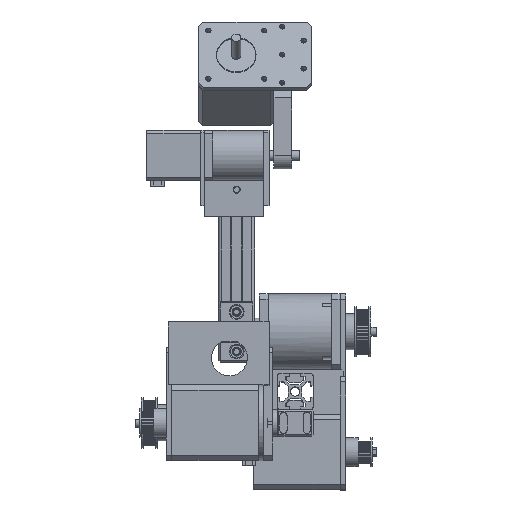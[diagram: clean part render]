
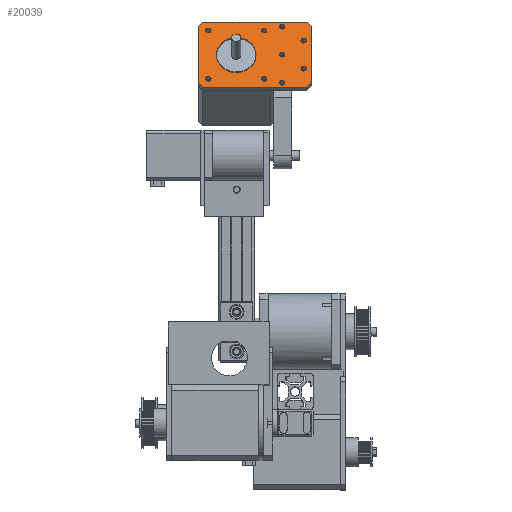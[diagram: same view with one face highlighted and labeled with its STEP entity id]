
A CAD part, top view. The second image highlights one B-rep face of the part: STEP entity #20039.
In plain terms, the highlighted face is planar.
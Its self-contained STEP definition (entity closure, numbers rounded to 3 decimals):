
#667=FACE_BOUND('',#3869,.T.);
#668=FACE_BOUND('',#3870,.T.);
#669=FACE_BOUND('',#3871,.T.);
#670=FACE_BOUND('',#3872,.T.);
#671=FACE_BOUND('',#3873,.T.);
#672=FACE_BOUND('',#3874,.T.);
#673=FACE_BOUND('',#3875,.T.);
#674=FACE_BOUND('',#3876,.T.);
#675=FACE_BOUND('',#3877,.T.);
#676=FACE_BOUND('',#3878,.T.);
#1424=PLANE('',#22011);
#2509=FACE_OUTER_BOUND('',#3868,.T.);
#3868=EDGE_LOOP('',(#18366,#18367,#18368,#18369,#18370,#18371,#18372,#18373));
#3869=EDGE_LOOP('',(#18374));
#3870=EDGE_LOOP('',(#18375));
#3871=EDGE_LOOP('',(#18376));
#3872=EDGE_LOOP('',(#18377));
#3873=EDGE_LOOP('',(#18378));
#3874=EDGE_LOOP('',(#18379));
#3875=EDGE_LOOP('',(#18380));
#3876=EDGE_LOOP('',(#18381));
#3877=EDGE_LOOP('',(#18382));
#3878=EDGE_LOOP('',(#18383));
#5922=LINE('',#33070,#8068);
#5924=LINE('',#33074,#8070);
#5926=LINE('',#33078,#8072);
#5928=LINE('',#33082,#8074);
#5930=LINE('',#33086,#8076);
#5932=LINE('',#33090,#8078);
#5934=LINE('',#33094,#8080);
#5936=LINE('',#33097,#8082);
#8068=VECTOR('',#27336,10.);
#8070=VECTOR('',#27340,10.);
#8072=VECTOR('',#27344,10.);
#8074=VECTOR('',#27348,10.);
#8076=VECTOR('',#27352,10.);
#8078=VECTOR('',#27356,10.);
#8080=VECTOR('',#27360,10.);
#8082=VECTOR('',#27364,10.);
#8774=CIRCLE('',#21974,11.025);
#8784=CIRCLE('',#21986,1.5);
#8785=CIRCLE('',#21988,1.5);
#8786=CIRCLE('',#21990,1.5);
#8787=CIRCLE('',#21992,1.5);
#8788=CIRCLE('',#21994,1.5);
#8789=CIRCLE('',#21996,1.5);
#8790=CIRCLE('',#21998,1.5);
#8791=CIRCLE('',#22000,1.5);
#8792=CIRCLE('',#22002,1.5);
#10440=VERTEX_POINT('',#32992);
#10458=VERTEX_POINT('',#33031);
#10459=VERTEX_POINT('',#33035);
#10460=VERTEX_POINT('',#33039);
#10461=VERTEX_POINT('',#33043);
#10462=VERTEX_POINT('',#33047);
#10463=VERTEX_POINT('',#33051);
#10464=VERTEX_POINT('',#33055);
#10465=VERTEX_POINT('',#33059);
#10466=VERTEX_POINT('',#33063);
#10467=VERTEX_POINT('',#33067);
#10468=VERTEX_POINT('',#33069);
#10469=VERTEX_POINT('',#33073);
#10470=VERTEX_POINT('',#33077);
#10471=VERTEX_POINT('',#33081);
#10472=VERTEX_POINT('',#33085);
#10473=VERTEX_POINT('',#33089);
#10474=VERTEX_POINT('',#33093);
#13080=EDGE_CURVE('',#10440,#10440,#8774,.T.);
#13099=EDGE_CURVE('',#10458,#10458,#8784,.T.);
#13101=EDGE_CURVE('',#10459,#10459,#8785,.T.);
#13103=EDGE_CURVE('',#10460,#10460,#8786,.T.);
#13105=EDGE_CURVE('',#10461,#10461,#8787,.T.);
#13107=EDGE_CURVE('',#10462,#10462,#8788,.T.);
#13109=EDGE_CURVE('',#10463,#10463,#8789,.T.);
#13111=EDGE_CURVE('',#10464,#10464,#8790,.T.);
#13113=EDGE_CURVE('',#10465,#10465,#8791,.T.);
#13115=EDGE_CURVE('',#10466,#10466,#8792,.T.);
#13118=EDGE_CURVE('',#10468,#10467,#5922,.T.);
#13120=EDGE_CURVE('',#10469,#10468,#5924,.T.);
#13122=EDGE_CURVE('',#10470,#10469,#5926,.T.);
#13124=EDGE_CURVE('',#10471,#10470,#5928,.T.);
#13126=EDGE_CURVE('',#10472,#10471,#5930,.T.);
#13128=EDGE_CURVE('',#10473,#10472,#5932,.T.);
#13130=EDGE_CURVE('',#10474,#10473,#5934,.T.);
#13132=EDGE_CURVE('',#10467,#10474,#5936,.T.);
#18366=ORIENTED_EDGE('',*,*,#13132,.T.);
#18367=ORIENTED_EDGE('',*,*,#13130,.T.);
#18368=ORIENTED_EDGE('',*,*,#13128,.T.);
#18369=ORIENTED_EDGE('',*,*,#13126,.T.);
#18370=ORIENTED_EDGE('',*,*,#13124,.T.);
#18371=ORIENTED_EDGE('',*,*,#13122,.T.);
#18372=ORIENTED_EDGE('',*,*,#13120,.T.);
#18373=ORIENTED_EDGE('',*,*,#13118,.T.);
#18374=ORIENTED_EDGE('',*,*,#13080,.T.);
#18375=ORIENTED_EDGE('',*,*,#13115,.T.);
#18376=ORIENTED_EDGE('',*,*,#13113,.T.);
#18377=ORIENTED_EDGE('',*,*,#13111,.T.);
#18378=ORIENTED_EDGE('',*,*,#13109,.T.);
#18379=ORIENTED_EDGE('',*,*,#13107,.T.);
#18380=ORIENTED_EDGE('',*,*,#13105,.T.);
#18381=ORIENTED_EDGE('',*,*,#13103,.T.);
#18382=ORIENTED_EDGE('',*,*,#13101,.T.);
#18383=ORIENTED_EDGE('',*,*,#13099,.T.);
#20039=ADVANCED_FACE('',(#2509,#667,#668,#669,#670,#671,#672,#673,#674,
#675,#676),#1424,.T.);
#21974=AXIS2_PLACEMENT_3D('',#32993,#27257,#27258);
#21986=AXIS2_PLACEMENT_3D('',#33032,#27290,#27291);
#21988=AXIS2_PLACEMENT_3D('',#33036,#27295,#27296);
#21990=AXIS2_PLACEMENT_3D('',#33040,#27300,#27301);
#21992=AXIS2_PLACEMENT_3D('',#33044,#27305,#27306);
#21994=AXIS2_PLACEMENT_3D('',#33048,#27310,#27311);
#21996=AXIS2_PLACEMENT_3D('',#33052,#27315,#27316);
#21998=AXIS2_PLACEMENT_3D('',#33056,#27320,#27321);
#22000=AXIS2_PLACEMENT_3D('',#33060,#27325,#27326);
#22002=AXIS2_PLACEMENT_3D('',#33064,#27330,#27331);
#22011=AXIS2_PLACEMENT_3D('',#33098,#27365,#27366);
#27257=DIRECTION('center_axis',(0.,0.,-1.));
#27258=DIRECTION('ref_axis',(1.,0.,0.));
#27290=DIRECTION('center_axis',(0.,0.,-1.));
#27291=DIRECTION('ref_axis',(1.,0.,0.));
#27295=DIRECTION('center_axis',(0.,0.,-1.));
#27296=DIRECTION('ref_axis',(1.,0.,0.));
#27300=DIRECTION('center_axis',(0.,0.,-1.));
#27301=DIRECTION('ref_axis',(1.,0.,0.));
#27305=DIRECTION('center_axis',(0.,0.,-1.));
#27306=DIRECTION('ref_axis',(1.,0.,0.));
#27310=DIRECTION('center_axis',(0.,0.,-1.));
#27311=DIRECTION('ref_axis',(1.,0.,0.));
#27315=DIRECTION('center_axis',(0.,0.,-1.));
#27316=DIRECTION('ref_axis',(1.,0.,0.));
#27320=DIRECTION('center_axis',(0.,0.,-1.));
#27321=DIRECTION('ref_axis',(1.,0.,0.));
#27325=DIRECTION('center_axis',(0.,0.,-1.));
#27326=DIRECTION('ref_axis',(1.,0.,0.));
#27330=DIRECTION('center_axis',(0.,0.,-1.));
#27331=DIRECTION('ref_axis',(1.,0.,0.));
#27336=DIRECTION('',(-0.707,0.707,0.));
#27340=DIRECTION('',(0.,1.,0.));
#27344=DIRECTION('',(0.707,0.707,0.));
#27348=DIRECTION('',(1.,0.,0.));
#27352=DIRECTION('',(0.707,-0.707,0.));
#27356=DIRECTION('',(0.,-1.,0.));
#27360=DIRECTION('',(-0.707,-0.707,0.));
#27364=DIRECTION('',(-1.,0.,0.));
#27365=DIRECTION('center_axis',(0.,0.,1.));
#27366=DIRECTION('ref_axis',(1.,0.,0.));
#32992=CARTESIAN_POINT('',(-11.025,0.,3.));
#32993=CARTESIAN_POINT('Origin',(0.,0.,3.));
#33031=CARTESIAN_POINT('',(24.,0.,3.));
#33032=CARTESIAN_POINT('Origin',(25.5,0.,
3.));
#33035=CARTESIAN_POINT('',(14.,15.5,3.));
#33036=CARTESIAN_POINT('Origin',(15.5,15.5,3.));
#33039=CARTESIAN_POINT('',(36.,9.,3.));
#33040=CARTESIAN_POINT('Origin',(37.5,9.,3.));
#33043=CARTESIAN_POINT('',(-17.,15.5,3.));
#33044=CARTESIAN_POINT('Origin',(-15.5,15.5,3.));
#33047=CARTESIAN_POINT('',(14.,-15.5,3.));
#33048=CARTESIAN_POINT('Origin',(15.5,-15.5,3.));
#33051=CARTESIAN_POINT('',(24.,-18.,3.));
#33052=CARTESIAN_POINT('Origin',(25.5,-18.,3.));
#33055=CARTESIAN_POINT('',(24.,18.,3.));
#33056=CARTESIAN_POINT('Origin',(25.5,18.,3.));
#33059=CARTESIAN_POINT('',(-17.,-15.5,3.));
#33060=CARTESIAN_POINT('Origin',(-15.5,-15.5,3.));
#33063=CARTESIAN_POINT('',(36.,-9.,3.));
#33064=CARTESIAN_POINT('Origin',(37.5,-9.,3.));
#33067=CARTESIAN_POINT('',(39.,21.,3.));
#33069=CARTESIAN_POINT('',(42.,18.,3.));
#33070=CARTESIAN_POINT('',(39.,21.,3.));
#33073=CARTESIAN_POINT('',(42.,-18.,3.));
#33074=CARTESIAN_POINT('',(42.,18.,3.));
#33077=CARTESIAN_POINT('',(39.,-21.,3.));
#33078=CARTESIAN_POINT('',(42.,-18.,3.));
#33081=CARTESIAN_POINT('',(-18.,-21.,3.));
#33082=CARTESIAN_POINT('',(-18.,-21.,3.));
#33085=CARTESIAN_POINT('',(-21.,-18.,3.));
#33086=CARTESIAN_POINT('',(-21.,-18.,3.));
#33089=CARTESIAN_POINT('',(-21.,18.,3.));
#33090=CARTESIAN_POINT('',(-21.,18.,3.));
#33093=CARTESIAN_POINT('',(-18.,21.,3.));
#33094=CARTESIAN_POINT('',(-18.,21.,3.));
#33097=CARTESIAN_POINT('',(18.,21.,3.));
#33098=CARTESIAN_POINT('Origin',(10.5,0.,
3.));
